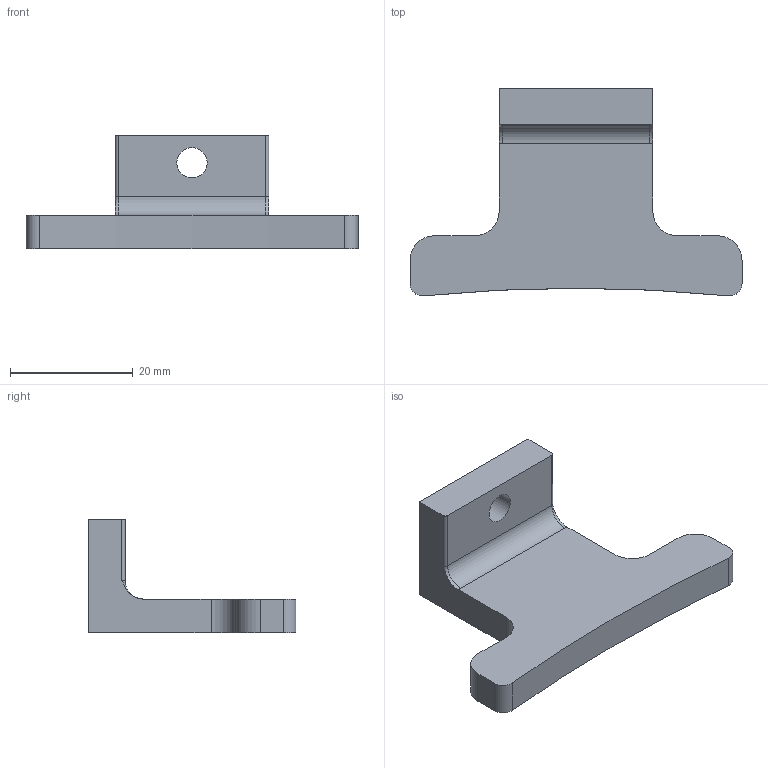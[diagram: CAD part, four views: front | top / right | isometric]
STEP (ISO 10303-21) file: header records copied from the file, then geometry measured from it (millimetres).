
FILE_DESCRIPTION(/* description */ (''),/* implementation_level */ '2;1');
FILE_NAME(/* name */ 'Kicker Front Head_ipt_3ac489ca.STEP',/* time_stamp */ '2021-11-25T09:42:47-03:00',/* author */ ('rYan'),/* organization */ (''),/* preprocessor_version */ 'ST-DEVELOPER v18.1',/* originating_system */ 'Autodesk Inventor 2020',/* authorisation */ '');
FILE_SCHEMA (('AUTOMOTIVE_DESIGN { 1 0 10303 214 3 1 1 }'));
Length unit declared in the file: millimetre
Products named in the file (1): Chip Kick Vorne
Bounding box: 54 x 33.78 x 18.5 mm (x, y, z)
Volume: 7851.5 mm3; surface area: 3916.4 mm2
Topology: 1 solids, 1 shells, 24 faces, 65 edges, 43 vertices
Faces by surface type: cylinder 11, plane 11, torus 2
Full cylindrical faces by diameter (mm): 4.917 x1
Entity records: 819 total; most frequent: CARTESIAN_POINT 151, DIRECTION 138, ORIENTED_EDGE 130, EDGE_CURVE 65, AXIS2_PLACEMENT_3D 50, VERTEX_POINT 43, LINE 38, VECTOR 38
